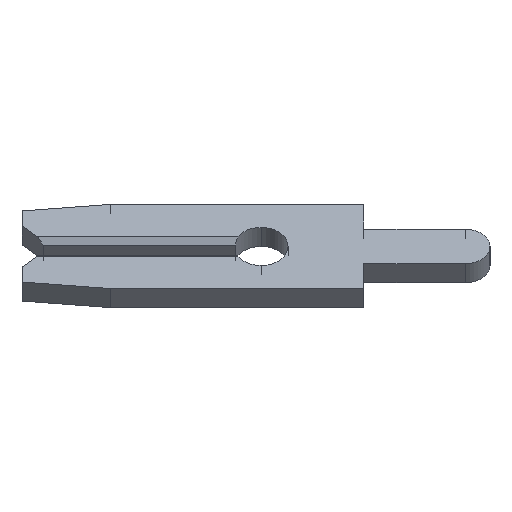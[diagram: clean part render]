
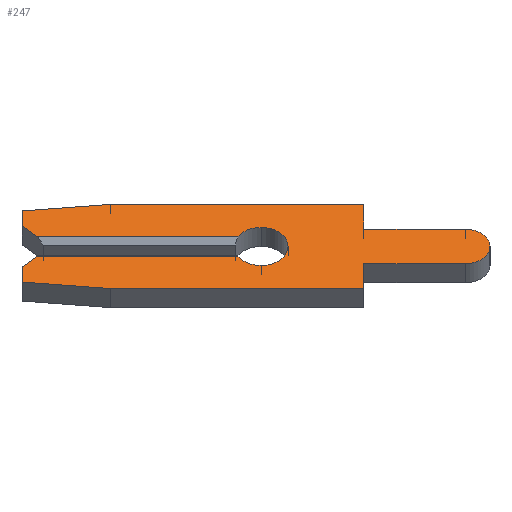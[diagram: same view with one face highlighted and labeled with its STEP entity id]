
A CAD part, left-side view. The second image highlights one B-rep face of the part: STEP entity #247.
In plain terms, the highlighted face is planar.
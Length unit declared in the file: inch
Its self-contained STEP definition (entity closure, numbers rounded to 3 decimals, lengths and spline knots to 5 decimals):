
#18 = EDGE_CURVE ( 'NONE', #1037, #1603, #1129, .T. ) ;
#32 = EDGE_CURVE ( 'NONE', #1017, #1037, #792, .T. ) ;
#35 = ORIENTED_EDGE ( 'NONE', *, *, #1233, .F. ) ;
#40 = LINE ( 'NONE', #179, #1425 ) ;
#44 = DIRECTION ( 'NONE',  ( 0., -1., 0. ) ) ;
#45 = LINE ( 'NONE', #283, #686 ) ;
#50 = DIRECTION ( 'NONE',  ( 0., -1., 0. ) ) ;
#51 = CARTESIAN_POINT ( 'NONE',  ( -0.013, 0.146, 0.0575 ) ) ;
#56 = ORIENTED_EDGE ( 'NONE', *, *, #796, .F. ) ;
#72 = AXIS2_PLACEMENT_3D ( 'NONE', #1671, #481, #1556 ) ;
#84 = VERTEX_POINT ( 'NONE', #469 ) ;
#97 = CARTESIAN_POINT ( 'NONE',  ( -0.013, -0.1975, 0.0235 ) ) ;
#114 = PLANE ( 'NONE',  #72 ) ;
#125 = ORIENTED_EDGE ( 'NONE', *, *, #18, .F. ) ;
#163 = DIRECTION ( 'NONE',  ( 0., 0., -1. ) ) ;
#165 = EDGE_CURVE ( 'NONE', #1461, #310, #1535, .T. ) ;
#170 = CIRCLE ( 'NONE', #297, 0.026 ) ;
#176 = DIRECTION ( 'NONE',  ( 0., 0., 1. ) ) ;
#179 = CARTESIAN_POINT ( 'NONE',  ( -0.013, 0., -0.013 ) ) ;
#186 = ORIENTED_EDGE ( 'NONE', *, *, #1335, .F. ) ;
#214 = DIRECTION ( 'NONE',  ( 0., 0., -1. ) ) ;
#221 = CARTESIAN_POINT ( 'NONE',  ( -0.013, -0.1975, -0.0235 ) ) ;
#240 = DIRECTION ( 'NONE',  ( -1., 0., 0. ) ) ;
#247 = ADVANCED_FACE ( 'NONE', ( #415 ), #114, .F. ) ;
#264 = CARTESIAN_POINT ( 'NONE',  ( -0.013, 0.231, 0.028 ) ) ;
#269 = CARTESIAN_POINT ( 'NONE',  ( -0.013, 0.216, 0.013 ) ) ;
#276 = ORIENTED_EDGE ( 'NONE', *, *, #1475, .F. ) ;
#278 = CARTESIAN_POINT ( 'NONE',  ( -0.013, 0.231, 0.04857 ) ) ;
#283 = CARTESIAN_POINT ( 'NONE',  ( -0.013, 0.2105, 0.0075 ) ) ;
#287 = ORIENTED_EDGE ( 'NONE', *, *, #506, .T. ) ;
#297 = AXIS2_PLACEMENT_3D ( 'NONE', #1133, #860, #214 ) ;
#310 = VERTEX_POINT ( 'NONE', #1542 ) ;
#330 = LINE ( 'NONE', #1172, #801 ) ;
#341 = CARTESIAN_POINT ( 'NONE',  ( -0.013, 0.146, -0.0575 ) ) ;
#382 = DIRECTION ( 'NONE',  ( 0., -0.707, 0.707 ) ) ;
#385 = VERTEX_POINT ( 'NONE', #278 ) ;
#391 = LINE ( 'NONE', #674, #726 ) ;
#401 = CARTESIAN_POINT ( 'NONE',  ( -0.013, -0.099, 0.0575 ) ) ;
#415 = FACE_OUTER_BOUND ( 'NONE', #793, .T. ) ;
#421 = VERTEX_POINT ( 'NONE', #269 ) ;
#428 = LINE ( 'NONE', #939, #450 ) ;
#434 = DIRECTION ( 'NONE',  ( 0., 0., 1. ) ) ;
#450 = VECTOR ( 'NONE', #1082, 39.37008 ) ;
#469 = CARTESIAN_POINT ( 'NONE',  ( -0.013, 0.231, -0.028 ) ) ;
#470 = CARTESIAN_POINT ( 'NONE',  ( -0.013, 0.216, -0.013 ) ) ;
#474 = DIRECTION ( 'NONE',  ( 0., 1., 0. ) ) ;
#480 = EDGE_CURVE ( 'NONE', #593, #385, #1625, .T. ) ;
#481 = DIRECTION ( 'NONE',  ( 1., 0., 0. ) ) ;
#502 = CARTESIAN_POINT ( 'NONE',  ( -0.013, 0., 0. ) ) ;
#506 = EDGE_CURVE ( 'NONE', #421, #310, #330, .T. ) ;
#508 = DIRECTION ( 'NONE',  ( 0., 0.707, 0.707 ) ) ;
#524 = VERTEX_POINT ( 'NONE', #401 ) ;
#531 = LINE ( 'NONE', #758, #1127 ) ;
#555 = AXIS2_PLACEMENT_3D ( 'NONE', #884, #1541, #1010 ) ;
#564 = VERTEX_POINT ( 'NONE', #1438 ) ;
#566 = ORIENTED_EDGE ( 'NONE', *, *, #1071, .F. ) ;
#577 = VERTEX_POINT ( 'NONE', #1097 ) ;
#580 = EDGE_CURVE ( 'NONE', #1597, #1552, #643, .T. ) ;
#582 = VECTOR ( 'NONE', #163, 39.37008 ) ;
#593 = VERTEX_POINT ( 'NONE', #1629 ) ;
#623 = CIRCLE ( 'NONE', #555, 0.026 ) ;
#643 = LINE ( 'NONE', #1620, #980 ) ;
#646 = VERTEX_POINT ( 'NONE', #1486 ) ;
#654 = CARTESIAN_POINT ( 'NONE',  ( -0.013, -0.1975, 0. ) ) ;
#659 = ORIENTED_EDGE ( 'NONE', *, *, #165, .F. ) ;
#661 = CARTESIAN_POINT ( 'NONE',  ( -0.013, 0., -0.026 ) ) ;
#672 = EDGE_CURVE ( 'NONE', #1250, #1461, #623, .T. ) ;
#674 = CARTESIAN_POINT ( 'NONE',  ( -0.013, 0.231, -0.028 ) ) ;
#686 = VECTOR ( 'NONE', #508, 39.37008 ) ;
#707 = EDGE_CURVE ( 'NONE', #1580, #564, #1289, .T. ) ;
#713 = DIRECTION ( 'NONE',  ( 0., -1., 0. ) ) ;
#720 = DIRECTION ( 'NONE',  ( 0., 0.995, 0.105 ) ) ;
#726 = VECTOR ( 'NONE', #434, 39.37008 ) ;
#738 = DIRECTION ( 'NONE',  ( 0., 0., -1. ) ) ;
#752 = DIRECTION ( 'NONE',  ( 0., 1., 0. ) ) ;
#758 = CARTESIAN_POINT ( 'NONE',  ( -0.013, 0.2105, -0.0075 ) ) ;
#776 = CARTESIAN_POINT ( 'NONE',  ( -0.013, 0.146, -0.0575 ) ) ;
#792 = LINE ( 'NONE', #341, #811 ) ;
#793 = EDGE_LOOP ( 'NONE', ( #287, #659, #1638, #1443, #276, #56, #897, #125, #1446, #186, #1099, #1299, #1026, #35, #901, #566, #1654, #1533 ) ) ;
#796 = EDGE_CURVE ( 'NONE', #84, #1536, #531, .T. ) ;
#801 = VECTOR ( 'NONE', #44, 39.37008 ) ;
#804 = LINE ( 'NONE', #1459, #582 ) ;
#811 = VECTOR ( 'NONE', #474, 39.37008 ) ;
#859 = CARTESIAN_POINT ( 'NONE',  ( -0.013, 0.231, -0.04857 ) ) ;
#860 = DIRECTION ( 'NONE',  ( -1., 0., 0. ) ) ;
#863 = CARTESIAN_POINT ( 'NONE',  ( -0.013, 0., 0.026 ) ) ;
#884 = CARTESIAN_POINT ( 'NONE',  ( -0.013, 0., 0. ) ) ;
#897 = ORIENTED_EDGE ( 'NONE', *, *, #1173, .F. ) ;
#901 = ORIENTED_EDGE ( 'NONE', *, *, #1384, .F. ) ;
#928 = EDGE_CURVE ( 'NONE', #1552, #1580, #1163, .T. ) ;
#939 = CARTESIAN_POINT ( 'NONE',  ( -0.013, -0.099, 0.0575 ) ) ;
#980 = VECTOR ( 'NONE', #50, 39.37008 ) ;
#1010 = DIRECTION ( 'NONE',  ( 0., 0., -1. ) ) ;
#1013 = EDGE_CURVE ( 'NONE', #421, #593, #45, .T. ) ;
#1017 = VERTEX_POINT ( 'NONE', #1052 ) ;
#1026 = ORIENTED_EDGE ( 'NONE', *, *, #580, .F. ) ;
#1031 = CARTESIAN_POINT ( 'NONE',  ( -0.013, -0.099, -0.0235 ) ) ;
#1037 = VERTEX_POINT ( 'NONE', #776 ) ;
#1052 = CARTESIAN_POINT ( 'NONE',  ( -0.013, -0.099, -0.0575 ) ) ;
#1071 = EDGE_CURVE ( 'NONE', #385, #577, #1664, .T. ) ;
#1082 = DIRECTION ( 'NONE',  ( 0., 0., -1. ) ) ;
#1097 = CARTESIAN_POINT ( 'NONE',  ( -0.013, 0.146, 0.0575 ) ) ;
#1099 = ORIENTED_EDGE ( 'NONE', *, *, #707, .F. ) ;
#1127 = VECTOR ( 'NONE', #382, 39.37008 ) ;
#1129 = LINE ( 'NONE', #859, #1514 ) ;
#1133 = CARTESIAN_POINT ( 'NONE',  ( -0.013, 0., 0. ) ) ;
#1154 = AXIS2_PLACEMENT_3D ( 'NONE', #502, #240, #738 ) ;
#1159 = LINE ( 'NONE', #51, #1237 ) ;
#1163 = CIRCLE ( 'NONE', #1584, 0.0235 ) ;
#1170 = CARTESIAN_POINT ( 'NONE',  ( -0.013, 0.231, 0.04857 ) ) ;
#1172 = CARTESIAN_POINT ( 'NONE',  ( -0.013, 0.231, 0.013 ) ) ;
#1173 = EDGE_CURVE ( 'NONE', #1603, #84, #391, .T. ) ;
#1175 = DIRECTION ( 'NONE',  ( 0., -0.995, 0.105 ) ) ;
#1233 = EDGE_CURVE ( 'NONE', #524, #1597, #428, .T. ) ;
#1237 = VECTOR ( 'NONE', #1377, 39.37008 ) ;
#1241 = VECTOR ( 'NONE', #752, 39.37008 ) ;
#1250 = VERTEX_POINT ( 'NONE', #661 ) ;
#1289 = LINE ( 'NONE', #1031, #1241 ) ;
#1299 = ORIENTED_EDGE ( 'NONE', *, *, #928, .F. ) ;
#1309 = VECTOR ( 'NONE', #1175, 39.37008 ) ;
#1335 = EDGE_CURVE ( 'NONE', #564, #1017, #804, .T. ) ;
#1377 = DIRECTION ( 'NONE',  ( 0., -1., 0. ) ) ;
#1384 = EDGE_CURVE ( 'NONE', #577, #524, #1159, .T. ) ;
#1396 = CARTESIAN_POINT ( 'NONE',  ( -0.013, -0.099, 0.0235 ) ) ;
#1425 = VECTOR ( 'NONE', #713, 39.37008 ) ;
#1438 = CARTESIAN_POINT ( 'NONE',  ( -0.013, -0.099, -0.0235 ) ) ;
#1443 = ORIENTED_EDGE ( 'NONE', *, *, #1565, .F. ) ;
#1446 = ORIENTED_EDGE ( 'NONE', *, *, #32, .F. ) ;
#1459 = CARTESIAN_POINT ( 'NONE',  ( -0.013, -0.099, -0.0575 ) ) ;
#1461 = VERTEX_POINT ( 'NONE', #863 ) ;
#1475 = EDGE_CURVE ( 'NONE', #1536, #646, #40, .T. ) ;
#1486 = CARTESIAN_POINT ( 'NONE',  ( -0.013, 0.02252, -0.013 ) ) ;
#1514 = VECTOR ( 'NONE', #720, 39.37008 ) ;
#1533 = ORIENTED_EDGE ( 'NONE', *, *, #1013, .F. ) ;
#1535 = CIRCLE ( 'NONE', #1154, 0.026 ) ;
#1536 = VERTEX_POINT ( 'NONE', #470 ) ;
#1541 = DIRECTION ( 'NONE',  ( -1., 0., 0. ) ) ;
#1542 = CARTESIAN_POINT ( 'NONE',  ( -0.013, 0.02252, 0.013 ) ) ;
#1552 = VERTEX_POINT ( 'NONE', #97 ) ;
#1556 = DIRECTION ( 'NONE',  ( 0., 0., -1. ) ) ;
#1560 = DIRECTION ( 'NONE',  ( 1., 0., 0. ) ) ;
#1565 = EDGE_CURVE ( 'NONE', #646, #1250, #170, .T. ) ;
#1580 = VERTEX_POINT ( 'NONE', #221 ) ;
#1581 = DIRECTION ( 'NONE',  ( 0., 0., 1. ) ) ;
#1584 = AXIS2_PLACEMENT_3D ( 'NONE', #654, #1560, #1581 ) ;
#1597 = VERTEX_POINT ( 'NONE', #1396 ) ;
#1603 = VERTEX_POINT ( 'NONE', #1658 ) ;
#1620 = CARTESIAN_POINT ( 'NONE',  ( -0.013, -0.099, 0.0235 ) ) ;
#1625 = LINE ( 'NONE', #264, #1648 ) ;
#1629 = CARTESIAN_POINT ( 'NONE',  ( -0.013, 0.231, 0.028 ) ) ;
#1638 = ORIENTED_EDGE ( 'NONE', *, *, #672, .F. ) ;
#1648 = VECTOR ( 'NONE', #176, 39.37008 ) ;
#1654 = ORIENTED_EDGE ( 'NONE', *, *, #480, .F. ) ;
#1658 = CARTESIAN_POINT ( 'NONE',  ( -0.013, 0.231, -0.04857 ) ) ;
#1664 = LINE ( 'NONE', #1170, #1309 ) ;
#1671 = CARTESIAN_POINT ( 'NONE',  ( -0.013, 0., 0. ) ) ;
